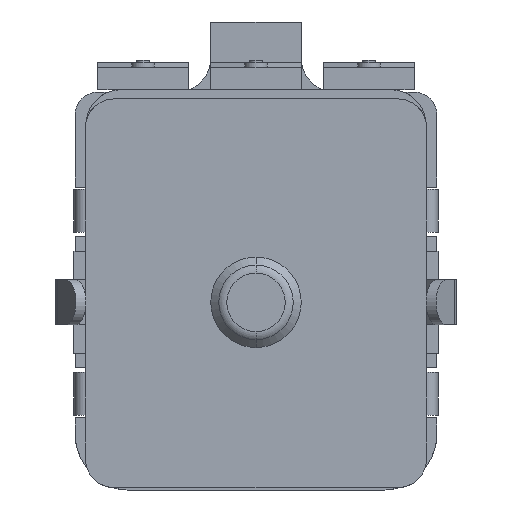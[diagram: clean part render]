
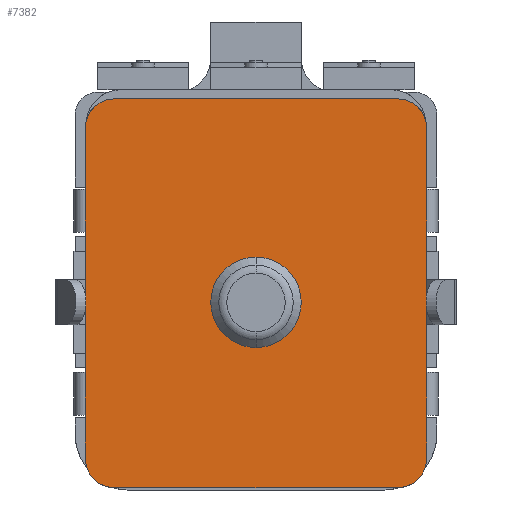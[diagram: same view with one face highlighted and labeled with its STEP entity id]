
A CAD part, front view. The second image highlights one B-rep face of the part: STEP entity #7382.
In plain terms, the highlighted planar face has unit normal (0, -1, 0).
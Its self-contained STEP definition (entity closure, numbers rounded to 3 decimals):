
#1745=DIRECTION('',(0.,0.,-1.));
#1746=VECTOR('',#1745,0.85);
#1747=CARTESIAN_POINT('',(-7.55,-3.55,3.1));
#1748=LINE('',#1747,#1746);
#1857=DIRECTION('',(0.,0.,-1.));
#1858=VECTOR('',#1857,4.5);
#1859=CARTESIAN_POINT('',(-7.55,-3.55,2.25));
#1860=LINE('',#1859,#1858);
#1869=CARTESIAN_POINT('',(6.25,-3.55,-6.9));
#1870=DIRECTION('',(0.,1.,0.));
#1871=DIRECTION('',(1.,0.,0.));
#1872=AXIS2_PLACEMENT_3D('',#1869,#1870,#1871);
#1874=CARTESIAN_POINT('',(-6.25,-3.55,-6.9));
#1875=DIRECTION('',(0.,1.,0.));
#1876=DIRECTION('',(0.,0.,-1.));
#1877=AXIS2_PLACEMENT_3D('',#1874,#1875,#1876);
#1879=DIRECTION('',(0.,0.,1.));
#1880=VECTOR('',#1879,2.7);
#1881=CARTESIAN_POINT('',(-7.55,-3.55,5.));
#1882=LINE('',#1881,#1880);
#1883=CARTESIAN_POINT('',(-6.25,-3.55,7.7));
#1884=DIRECTION('',(0.,1.,0.));
#1885=DIRECTION('',(-1.,0.,0.));
#1886=AXIS2_PLACEMENT_3D('',#1883,#1884,#1885);
#1888=CARTESIAN_POINT('',(6.25,-3.55,7.7));
#1889=DIRECTION('',(0.,1.,0.));
#1890=DIRECTION('',(0.,0.,1.));
#1891=AXIS2_PLACEMENT_3D('',#1888,#1889,#1890);
#1893=DIRECTION('',(0.,0.,-1.));
#1894=VECTOR('',#1893,2.7);
#1895=CARTESIAN_POINT('',(7.55,-3.55,7.7));
#1896=LINE('',#1895,#1894);
#1897=DIRECTION('',(0.,0.,-1.));
#1898=VECTOR('',#1897,4.5);
#1899=CARTESIAN_POINT('',(7.55,-3.55,2.25));
#1900=LINE('',#1899,#1898);
#1901=CARTESIAN_POINT('',(0.,-3.55,0.));
#1902=DIRECTION('',(0.,-1.,0.));
#1903=DIRECTION('',(0.,0.,-1.));
#1904=AXIS2_PLACEMENT_3D('',#1901,#1902,#1903);
#1906=CARTESIAN_POINT('',(0.,-3.55,0.));
#1907=DIRECTION('',(0.,-1.,0.));
#1908=DIRECTION('',(0.,0.,1.));
#1909=AXIS2_PLACEMENT_3D('',#1906,#1907,#1908);
#1919=DIRECTION('',(0.,0.,1.));
#1920=VECTOR('',#1919,0.85);
#1921=CARTESIAN_POINT('',(7.55,-3.55,-3.1));
#1922=LINE('',#1921,#1920);
#1985=DIRECTION('',(0.,0.,1.));
#1986=VECTOR('',#1985,0.85);
#1987=CARTESIAN_POINT('',(7.55,-3.55,2.25));
#1988=LINE('',#1987,#1986);
#2015=DIRECTION('',(0.,0.,1.));
#2016=VECTOR('',#2015,1.9);
#2017=CARTESIAN_POINT('',(7.55,-3.55,3.1));
#2018=LINE('',#2017,#2016);
#2061=DIRECTION('',(-1.,0.,0.));
#2062=VECTOR('',#2061,12.5);
#2063=CARTESIAN_POINT('',(6.25,-3.55,9.));
#2064=LINE('',#2063,#2062);
#2813=DIRECTION('',(0.,0.,1.));
#2814=VECTOR('',#2813,1.9);
#2815=CARTESIAN_POINT('',(7.55,-3.55,-5.));
#2816=LINE('',#2815,#2814);
#2889=DIRECTION('',(0.,0.,1.));
#2890=VECTOR('',#2889,1.9);
#2891=CARTESIAN_POINT('',(7.55,-3.55,-6.9));
#2892=LINE('',#2891,#2890);
#3106=DIRECTION('',(0.,0.,-1.));
#3107=VECTOR('',#3106,1.9);
#3108=CARTESIAN_POINT('',(-7.55,-3.55,-3.1));
#3109=LINE('',#3108,#3107);
#3140=DIRECTION('',(0.,0.,-1.));
#3141=VECTOR('',#3140,1.9);
#3142=CARTESIAN_POINT('',(-7.55,-3.55,-5.));
#3143=LINE('',#3142,#3141);
#3152=DIRECTION('',(1.,0.,0.));
#3153=VECTOR('',#3152,12.5);
#3154=CARTESIAN_POINT('',(-6.25,-3.55,-8.2));
#3155=LINE('',#3154,#3153);
#3206=DIRECTION('',(0.,0.,-1.));
#3207=VECTOR('',#3206,0.85);
#3208=CARTESIAN_POINT('',(-7.55,-3.55,-2.25));
#3209=LINE('',#3208,#3207);
#3988=DIRECTION('',(0.,0.,-1.));
#3989=VECTOR('',#3988,1.9);
#3990=CARTESIAN_POINT('',(-7.55,-3.55,5.));
#3991=LINE('',#3990,#3989);
#4322=CARTESIAN_POINT('',(7.55,-3.55,-2.25));
#4323=VERTEX_POINT('',#4322);
#4336=CARTESIAN_POINT('',(7.55,-3.55,2.25));
#4337=VERTEX_POINT('',#4336);
#4350=CARTESIAN_POINT('',(7.55,-3.55,-3.1));
#4351=VERTEX_POINT('',#4350);
#4352=CARTESIAN_POINT('',(7.55,-3.55,3.1));
#4353=VERTEX_POINT('',#4352);
#4412=CARTESIAN_POINT('',(7.55,-3.55,5.));
#4413=VERTEX_POINT('',#4412);
#4416=CARTESIAN_POINT('',(7.55,-3.55,-5.));
#4417=VERTEX_POINT('',#4416);
#4418=CARTESIAN_POINT('',(7.55,-3.55,-6.9));
#4419=VERTEX_POINT('',#4418);
#4420=CARTESIAN_POINT('',(6.25,-3.55,-8.2));
#4421=VERTEX_POINT('',#4420);
#4422=CARTESIAN_POINT('',(-6.25,-3.55,-8.2));
#4423=VERTEX_POINT('',#4422);
#4424=CARTESIAN_POINT('',(-7.55,-3.55,-6.9));
#4425=VERTEX_POINT('',#4424);
#4426=CARTESIAN_POINT('',(-7.55,-3.55,-5.));
#4427=VERTEX_POINT('',#4426);
#4428=CARTESIAN_POINT('',(-7.55,-3.55,-3.1));
#4429=VERTEX_POINT('',#4428);
#4430=CARTESIAN_POINT('',(-7.55,-3.55,-2.25));
#4431=VERTEX_POINT('',#4430);
#4432=CARTESIAN_POINT('',(-7.55,-3.55,2.25));
#4433=VERTEX_POINT('',#4432);
#4434=CARTESIAN_POINT('',(-7.55,-3.55,3.1));
#4435=VERTEX_POINT('',#4434);
#4436=CARTESIAN_POINT('',(-7.55,-3.55,5.));
#4437=VERTEX_POINT('',#4436);
#4438=CARTESIAN_POINT('',(-7.55,-3.55,7.7));
#4439=VERTEX_POINT('',#4438);
#4440=CARTESIAN_POINT('',(-6.25,-3.55,9.));
#4441=VERTEX_POINT('',#4440);
#4442=CARTESIAN_POINT('',(6.25,-3.55,9.));
#4443=VERTEX_POINT('',#4442);
#4444=CARTESIAN_POINT('',(7.55,-3.55,7.7));
#4445=VERTEX_POINT('',#4444);
#4446=CARTESIAN_POINT('',(0.,-3.55,-2.));
#4447=CARTESIAN_POINT('',(0.,-3.55,2.));
#4448=VERTEX_POINT('',#4446);
#4449=VERTEX_POINT('',#4447);
#7331=CARTESIAN_POINT('',(0.,-3.55,0.));
#7332=DIRECTION('',(0.,-1.,0.));
#7333=DIRECTION('',(-1.,0.,0.));
#7334=AXIS2_PLACEMENT_3D('',#7331,#7332,#7333);
#7335=PLANE('',#7334);
#7337=ORIENTED_EDGE('',*,*,#7336,.F.);
#7339=ORIENTED_EDGE('',*,*,#7338,.F.);
#7341=ORIENTED_EDGE('',*,*,#7340,.F.);
#7343=ORIENTED_EDGE('',*,*,#7342,.T.);
#7345=ORIENTED_EDGE('',*,*,#7344,.F.);
#7347=ORIENTED_EDGE('',*,*,#7346,.T.);
#7349=ORIENTED_EDGE('',*,*,#7348,.F.);
#7351=ORIENTED_EDGE('',*,*,#7350,.F.);
#7353=ORIENTED_EDGE('',*,*,#7352,.F.);
#7354=ORIENTED_EDGE('',*,*,#7319,.F.);
#7355=ORIENTED_EDGE('',*,*,#7183,.F.);
#7357=ORIENTED_EDGE('',*,*,#7356,.F.);
#7359=ORIENTED_EDGE('',*,*,#7358,.T.);
#7361=ORIENTED_EDGE('',*,*,#7360,.T.);
#7363=ORIENTED_EDGE('',*,*,#7362,.F.);
#7365=ORIENTED_EDGE('',*,*,#7364,.T.);
#7367=ORIENTED_EDGE('',*,*,#7366,.T.);
#7369=ORIENTED_EDGE('',*,*,#7368,.F.);
#7371=ORIENTED_EDGE('',*,*,#7370,.F.);
#7373=ORIENTED_EDGE('',*,*,#7372,.T.);
#7374=EDGE_LOOP('',(#7337,#7339,#7341,#7343,#7345,#7347,#7349,#7351,#7353,#7354,
#7355,#7357,#7359,#7361,#7363,#7365,#7367,#7369,#7371,#7373));
#7375=FACE_OUTER_BOUND('',#7374,.F.);
#7377=ORIENTED_EDGE('',*,*,#7376,.T.);
#7379=ORIENTED_EDGE('',*,*,#7378,.T.);
#7380=EDGE_LOOP('',(#7377,#7379));
#7381=FACE_BOUND('',#7380,.F.);
#7382=ADVANCED_FACE('',(#7375,#7381),#7335,.T.);
#1873=CIRCLE('',#1872,1.3);
#1878=CIRCLE('',#1877,1.3);
#1887=CIRCLE('',#1886,1.3);
#1892=CIRCLE('',#1891,1.3);
#1905=CIRCLE('',#1904,2.);
#1910=CIRCLE('',#1909,2.);
#7183=EDGE_CURVE('',#4435,#4433,#1748,.T.);
#7319=EDGE_CURVE('',#4433,#4431,#1860,.T.);
#7336=EDGE_CURVE('',#4351,#4323,#1922,.T.);
#7338=EDGE_CURVE('',#4417,#4351,#2816,.T.);
#7340=EDGE_CURVE('',#4419,#4417,#2892,.T.);
#7342=EDGE_CURVE('',#4419,#4421,#1873,.T.);
#7344=EDGE_CURVE('',#4423,#4421,#3155,.T.);
#7346=EDGE_CURVE('',#4423,#4425,#1878,.T.);
#7348=EDGE_CURVE('',#4427,#4425,#3143,.T.);
#7350=EDGE_CURVE('',#4429,#4427,#3109,.T.);
#7352=EDGE_CURVE('',#4431,#4429,#3209,.T.);
#7356=EDGE_CURVE('',#4437,#4435,#3991,.T.);
#7358=EDGE_CURVE('',#4437,#4439,#1882,.T.);
#7360=EDGE_CURVE('',#4439,#4441,#1887,.T.);
#7362=EDGE_CURVE('',#4443,#4441,#2064,.T.);
#7364=EDGE_CURVE('',#4443,#4445,#1892,.T.);
#7366=EDGE_CURVE('',#4445,#4413,#1896,.T.);
#7368=EDGE_CURVE('',#4353,#4413,#2018,.T.);
#7370=EDGE_CURVE('',#4337,#4353,#1988,.T.);
#7372=EDGE_CURVE('',#4337,#4323,#1900,.T.);
#7376=EDGE_CURVE('',#4448,#4449,#1905,.T.);
#7378=EDGE_CURVE('',#4449,#4448,#1910,.T.);
